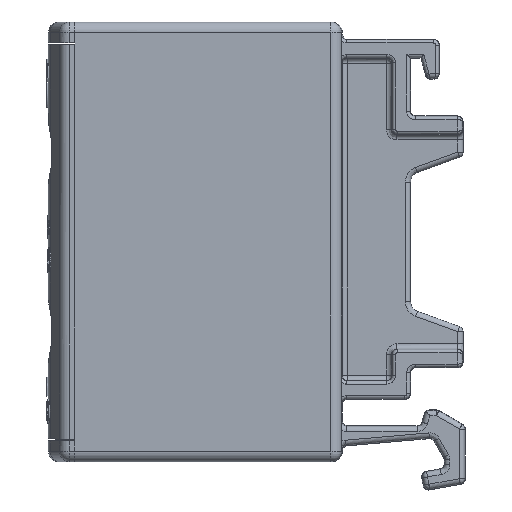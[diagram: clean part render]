
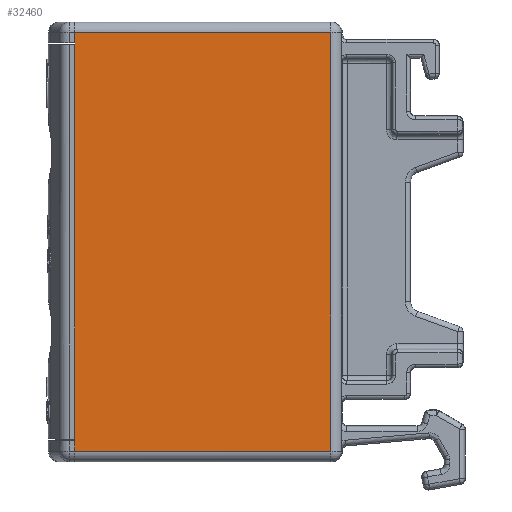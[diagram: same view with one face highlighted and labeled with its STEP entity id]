
A CAD part, left-side view. The second image highlights one B-rep face of the part: STEP entity #32460.
In plain terms, the highlighted planar face has unit normal (-1, 0, 0).
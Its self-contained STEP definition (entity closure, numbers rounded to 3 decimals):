
#3478=FACE_OUTER_BOUND('',#5250,.T.);
#5250=EDGE_LOOP('',(#28992,#28993,#28994,#28995,#28996,#28997,#28998,#28999));
#8580=LINE('',#55832,#12007);
#8581=LINE('',#55834,#12008);
#8583=LINE('',#55837,#12010);
#8595=LINE('',#56144,#12022);
#8622=LINE('',#56486,#12049);
#8657=LINE('',#56588,#12084);
#8658=LINE('',#56594,#12085);
#8659=LINE('',#56595,#12086);
#12007=VECTOR('',#43186,0.15);
#12008=VECTOR('',#43189,37.6);
#12010=VECTOR('',#43193,0.15);
#12022=VECTOR('',#43251,39.9);
#12049=VECTOR('',#43344,1.);
#12084=VECTOR('',#43459,1.);
#12085=VECTOR('',#43468,24.399);
#12086=VECTOR('',#43469,24.399);
#14936=VERTEX_POINT('',#54515);
#14937=VERTEX_POINT('',#54521);
#15035=VERTEX_POINT('',#55602);
#15068=VERTEX_POINT('',#55821);
#15088=VERTEX_POINT('',#56138);
#15090=VERTEX_POINT('',#56142);
#15120=VERTEX_POINT('',#56484);
#15147=VERTEX_POINT('',#56586);
#19655=EDGE_CURVE('',#14936,#15068,#8580,.T.);
#19656=EDGE_CURVE('',#14937,#14936,#8581,.T.);
#19658=EDGE_CURVE('',#15035,#14937,#8583,.T.);
#19694=EDGE_CURVE('',#15090,#15088,#8595,.T.);
#19747=EDGE_CURVE('',#15120,#15035,#8622,.T.);
#19798=EDGE_CURVE('',#15068,#15147,#8657,.T.);
#19801=EDGE_CURVE('',#15088,#15147,#8658,.T.);
#19802=EDGE_CURVE('',#15120,#15090,#8659,.T.);
#28992=ORIENTED_EDGE('',*,*,#19801,.F.);
#28993=ORIENTED_EDGE('',*,*,#19694,.F.);
#28994=ORIENTED_EDGE('',*,*,#19802,.F.);
#28995=ORIENTED_EDGE('',*,*,#19747,.T.);
#28996=ORIENTED_EDGE('',*,*,#19658,.T.);
#28997=ORIENTED_EDGE('',*,*,#19656,.T.);
#28998=ORIENTED_EDGE('',*,*,#19655,.T.);
#28999=ORIENTED_EDGE('',*,*,#19798,.T.);
#30764=PLANE('',#35040);
#32460=ADVANCED_FACE('',(#3478),#30764,.T.);
#35040=AXIS2_PLACEMENT_3D('',#56593,#43466,#43467);
#43186=DIRECTION('',(0.,0.,-1.));
#43189=DIRECTION('',(0.,0.,-1.));
#43193=DIRECTION('',(0.,0.,-1.));
#43251=DIRECTION('',(0.,0.,-1.));
#43344=DIRECTION('',(0.,0.,-1.));
#43459=DIRECTION('',(0.,0.,-1.));
#43466=DIRECTION('center_axis',(-1.,0.,0.));
#43467=DIRECTION('ref_axis',(0.,0.,1.));
#43468=DIRECTION('',(0.,1.,0.));
#43469=DIRECTION('',(0.,-1.,0.));
#54515=CARTESIAN_POINT('',(-6.75,25.5,-18.8));
#54521=CARTESIAN_POINT('',(-6.75,25.5,18.8));
#55602=CARTESIAN_POINT('',(-6.75,25.5,18.95));
#55821=CARTESIAN_POINT('',(-6.75,25.5,-18.95));
#55832=CARTESIAN_POINT('',(-6.75,25.5,-18.8));
#55834=CARTESIAN_POINT('',(-6.75,25.5,18.8));
#55837=CARTESIAN_POINT('',(-6.75,25.5,18.95));
#56138=CARTESIAN_POINT('',(-6.75,1.101,-19.95));
#56142=CARTESIAN_POINT('',(-6.75,1.101,19.95));
#56144=CARTESIAN_POINT('',(-6.75,1.101,19.95));
#56484=CARTESIAN_POINT('',(-6.75,25.5,19.95));
#56486=CARTESIAN_POINT('',(-6.75,25.5,19.95));
#56586=CARTESIAN_POINT('',(-6.75,25.5,-19.95));
#56588=CARTESIAN_POINT('',(-6.75,25.5,-18.95));
#56593=CARTESIAN_POINT('Origin',(-6.75,0.,0.));
#56594=CARTESIAN_POINT('',(-6.75,1.101,-19.95));
#56595=CARTESIAN_POINT('',(-6.75,25.5,19.95));
